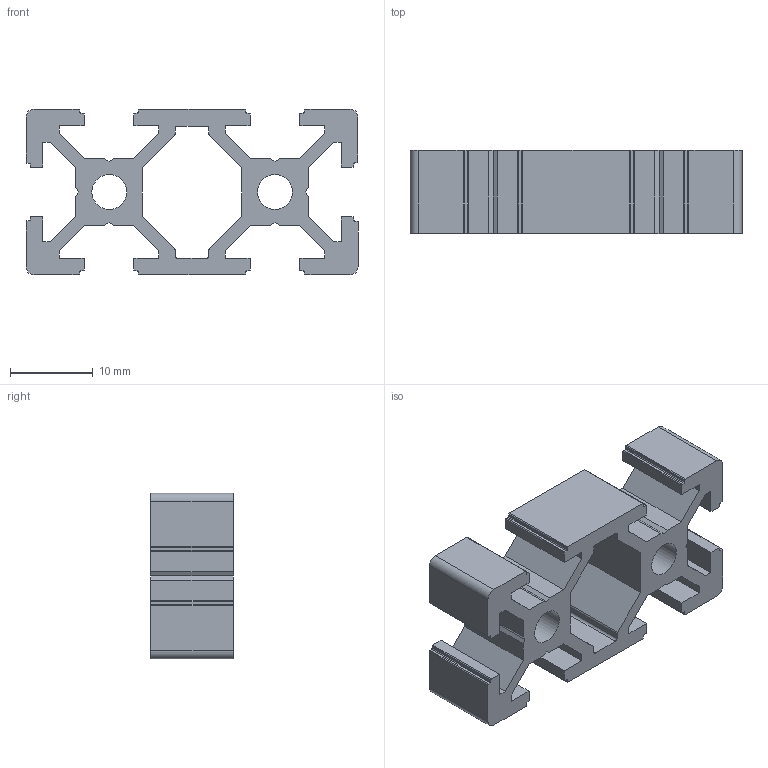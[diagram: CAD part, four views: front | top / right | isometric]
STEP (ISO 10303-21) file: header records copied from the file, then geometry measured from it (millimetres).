
FILE_DESCRIPTION(('FreeCAD Model'),'2;1');
FILE_NAME('Open CASCADE Shape Model','2021-08-02T14:28:12',('Author'),( ''),'Open CASCADE STEP processor 7.5','FreeCAD','Unknown');
FILE_SCHEMA(('AUTOMOTIVE_DESIGN { 1 0 10303 214 1 1 1 1 }'));
Length unit declared in the file: millimetre
Products named in the file (2): Body; SOLID
Assembly tree (1 placements, depth 2):
  Body
    SOLID
Bounding box: 40 x 10 x 20 mm (x, y, z)
Volume: 3209.4 mm3; surface area: 3767.1 mm2
Topology: 1 solids, 1 shells, 170 faces, 504 edges, 336 vertices
Faces by surface type: plane 120, cylinder 50
Full cylindrical faces by diameter (mm): 4.2 x2
Entity records: 12272 total; most frequent: CARTESIAN_POINT 2044, DIRECTION 1952, LINE 1312, VECTOR 1312, ORIENTED_EDGE 1008, PCURVE 1008, DEFINITIONAL_REPRESENTATION 1008, EDGE_CURVE 504
